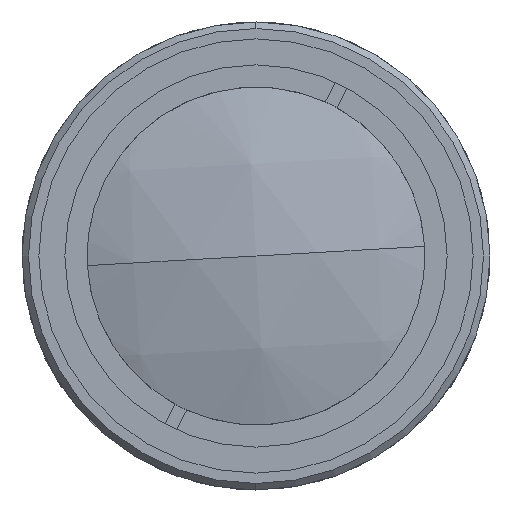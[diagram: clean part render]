
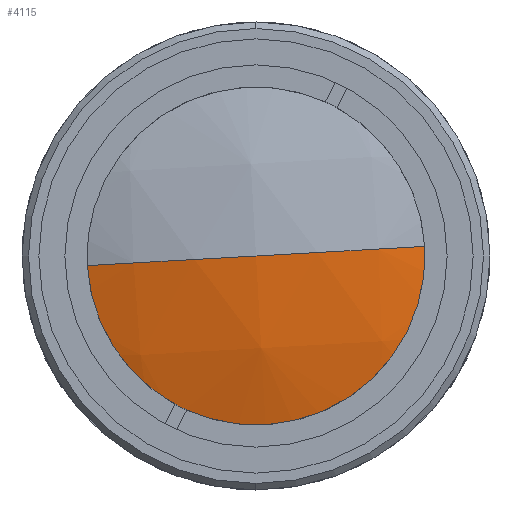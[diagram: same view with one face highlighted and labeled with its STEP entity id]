
A CAD part, left-side view. The second image highlights one B-rep face of the part: STEP entity #4115.
In plain terms, the highlighted spherical face has radius 43.203 mm.
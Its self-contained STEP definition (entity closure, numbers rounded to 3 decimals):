
#73 = CARTESIAN_POINT ( 'NONE',  ( 52.203, 0., 0. ) ) ;
#498 = DIRECTION ( 'NONE',  ( 0., 0.998, -0.057 ) ) ;
#529 = EDGE_CURVE ( 'NONE', #1650, #2823, #2793, .T. ) ;
#729 = AXIS2_PLACEMENT_3D ( 'NONE', #1292, #3508, #1238 ) ;
#1193 = CARTESIAN_POINT ( 'NONE',  ( 9., 0., 0. ) ) ;
#1196 = DIRECTION ( 'NONE',  ( 0., 0.057, 0.998 ) ) ;
#1238 = DIRECTION ( 'NONE',  ( 0., 0.057, 0.998 ) ) ;
#1277 = AXIS2_PLACEMENT_3D ( 'NONE', #1963, #2294, #498 ) ;
#1292 = CARTESIAN_POINT ( 'NONE',  ( 11.331, 0., 0. ) ) ;
#1342 = ORIENTED_EDGE ( 'NONE', *, *, #529, .T. ) ;
#1430 = AXIS2_PLACEMENT_3D ( 'NONE', #3708, #1196, #2926 ) ;
#1650 = VERTEX_POINT ( 'NONE', #2935 ) ;
#1890 = CIRCLE ( 'NONE', #2632, 43.203 ) ;
#1963 = CARTESIAN_POINT ( 'NONE',  ( 52.203, 0., 0. ) ) ;
#2294 = DIRECTION ( 'NONE',  ( 0., -0.057, -0.998 ) ) ;
#2348 = DIRECTION ( 'NONE',  ( 0., 0.998, -0.057 ) ) ;
#2370 = DIRECTION ( 'NONE',  ( 0., -0.057, -0.998 ) ) ;
#2632 = AXIS2_PLACEMENT_3D ( 'NONE', #73, #2370, #2348 ) ;
#2698 = VERTEX_POINT ( 'NONE', #1193 ) ;
#2793 = CIRCLE ( 'NONE', #729, 14. ) ;
#2823 = VERTEX_POINT ( 'NONE', #3120 ) ;
#2926 = DIRECTION ( 'NONE',  ( 0., -0.998, 0.057 ) ) ;
#2935 = CARTESIAN_POINT ( 'NONE',  ( 11.331, 13.977, -0.794 ) ) ;
#2936 = CIRCLE ( 'NONE', #1430, 43.203 ) ;
#3002 = SPHERICAL_SURFACE ( 'NONE', #1277, 43.203 ) ;
#3107 = ORIENTED_EDGE ( 'NONE', *, *, #3783, .T. ) ;
#3120 = CARTESIAN_POINT ( 'NONE',  ( 11.331, -13.977, 0.794 ) ) ;
#3508 = DIRECTION ( 'NONE',  ( -1., 0., 0. ) ) ;
#3708 = CARTESIAN_POINT ( 'NONE',  ( 52.203, 0., 0. ) ) ;
#3783 = EDGE_CURVE ( 'NONE', #2823, #2698, #1890, .T. ) ;
#4070 = FACE_OUTER_BOUND ( 'NONE', #4179, .T. ) ;
#4081 = EDGE_CURVE ( 'NONE', #1650, #2698, #2936, .T. ) ;
#4115 = ADVANCED_FACE ( 'NONE', ( #4070 ), #3002, .T. ) ;
#4179 = EDGE_LOOP ( 'NONE', ( #1342, #3107, #4546 ) ) ;
#4546 = ORIENTED_EDGE ( 'NONE', *, *, #4081, .F. ) ;
